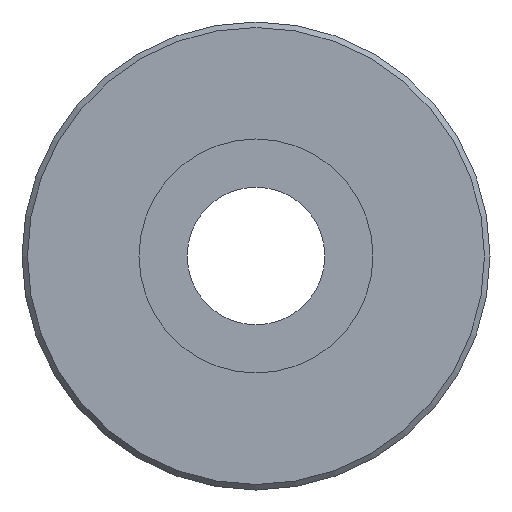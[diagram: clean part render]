
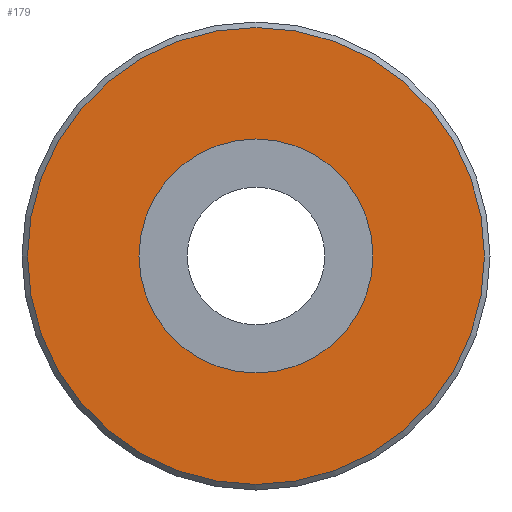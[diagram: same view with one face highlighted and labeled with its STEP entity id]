
A CAD part, left-side view. The second image highlights one B-rep face of the part: STEP entity #179.
In plain terms, the highlighted planar face has unit normal (-1, 0, 0).
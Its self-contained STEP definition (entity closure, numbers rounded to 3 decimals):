
#21=FACE_BOUND('',#43,.T.);
#25=PLANE('',#217);
#30=FACE_OUTER_BOUND('',#42,.T.);
#42=EDGE_LOOP('',(#133));
#43=EDGE_LOOP('',(#134));
#73=CIRCLE('',#216,8.3);
#74=CIRCLE('',#218,4.25);
#90=VERTEX_POINT('',#315);
#91=VERTEX_POINT('',#319);
#107=EDGE_CURVE('',#90,#90,#73,.T.);
#108=EDGE_CURVE('',#91,#91,#74,.T.);
#133=ORIENTED_EDGE('',*,*,#107,.F.);
#134=ORIENTED_EDGE('',*,*,#108,.T.);
#179=ADVANCED_FACE('',(#30,#21),#25,.T.);
#216=AXIS2_PLACEMENT_3D('',#317,#251,#252);
#217=AXIS2_PLACEMENT_3D('',#318,#253,#254);
#218=AXIS2_PLACEMENT_3D('',#320,#255,#256);
#251=DIRECTION('center_axis',(1.,0.,0.));
#252=DIRECTION('ref_axis',(0.,-1.,0.));
#253=DIRECTION('center_axis',(-1.,0.,0.));
#254=DIRECTION('ref_axis',(0.,0.,1.));
#255=DIRECTION('center_axis',(1.,0.,0.));
#256=DIRECTION('ref_axis',(0.,1.,0.));
#315=CARTESIAN_POINT('',(-3.,8.3,0.));
#317=CARTESIAN_POINT('Origin',(-3.,0.,0.));
#318=CARTESIAN_POINT('Origin',(-3.,6.375,0.));
#319=CARTESIAN_POINT('',(-3.,-4.25,0.));
#320=CARTESIAN_POINT('Origin',(-3.,0.,0.));
